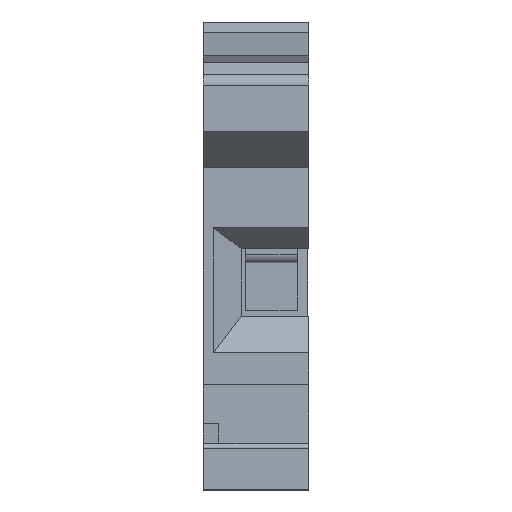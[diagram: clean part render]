
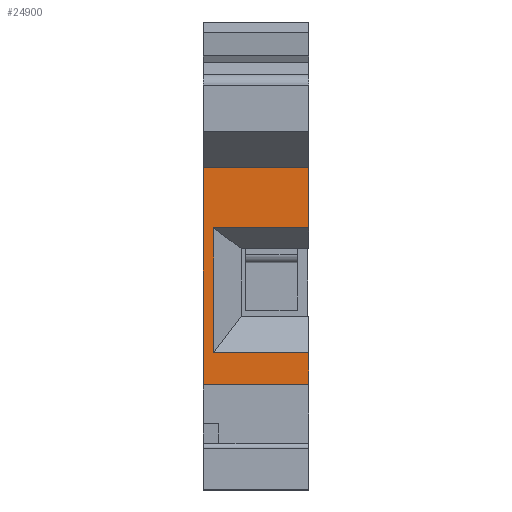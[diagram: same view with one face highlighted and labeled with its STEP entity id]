
A CAD part, front view. The second image highlights one B-rep face of the part: STEP entity #24900.
In plain terms, the highlighted face is planar.
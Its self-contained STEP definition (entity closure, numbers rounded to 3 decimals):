
#3950=CARTESIAN_POINT('',(90.9,233.967,
1.9));
#3960=VERTEX_POINT('',#3950);
#3990=CARTESIAN_POINT('',(90.9,293.405,
1.9));
#4000=DIRECTION('',(0.,1.,0.));
#4010=VECTOR('',#4000,1.);
#4020=LINE('',#3990,#4010);
#4030=CARTESIAN_POINT('',(90.9,237.042,
1.9));
#4040=VERTEX_POINT('',#4030);
#4050=EDGE_CURVE('',#3960,#4040,#4020,.T.);
#12800=CARTESIAN_POINT('',(90.9,254.817,
-8.25));
#12810=VERTEX_POINT('',#12800);
#12840=CARTESIAN_POINT('',(90.9,293.405,
-8.25));
#12850=DIRECTION('',(0.,1.,0.));
#12860=VECTOR('',#12850,1.);
#12870=LINE('',#12840,#12860);
#12880=CARTESIAN_POINT('',(90.9,233.967,
-8.25));
#12890=VERTEX_POINT('',#12880);
#12900=EDGE_CURVE('',#12890,#12810,#12870,.T.);
#15000=CARTESIAN_POINT('',(90.9,254.817,
-8.25));
#15010=DIRECTION('',(1.,0.,0.));
#15020=DIRECTION('',(0.,1.,0.));
#15030=AXIS2_PLACEMENT_3D('',#15000,#15010,#15020);
#15040=PLANE('',#15030);
#24040=CARTESIAN_POINT('',(90.9,233.967,
-8.25));
#24050=DIRECTION('',(0.,0.,-1.));
#24060=VECTOR('',#24050,1.);
#24070=LINE('',#24040,#24060);
#24080=EDGE_CURVE('',#3960,#12890,#24070,.T.);
#24510=CARTESIAN_POINT('',(90.9,249.024,
-8.25));
#24520=DIRECTION('',(0.,0.,-1.));
#24530=VECTOR('',#24520,1.);
#24540=LINE('',#24510,#24530);
#24550=CARTESIAN_POINT('',(90.9,249.024,
1.9));
#24560=VERTEX_POINT('',#24550);
#24570=CARTESIAN_POINT('',(90.9,249.024,
-7.25));
#24580=VERTEX_POINT('',#24570);
#24590=EDGE_CURVE('',#24560,#24580,#24540,.T.);
#24600=ORIENTED_EDGE('',*,*,#24590,.F.);
#24610=CARTESIAN_POINT('',(90.9,254.917,
-7.25));
#24620=DIRECTION('',(0.,1.,0.));
#24630=VECTOR('',#24620,1.);
#24640=LINE('',#24610,#24630);
#24650=CARTESIAN_POINT('',(90.9,237.042,
-7.25));
#24660=VERTEX_POINT('',#24650);
#24670=EDGE_CURVE('',#24660,#24580,#24640,.T.);
#24680=ORIENTED_EDGE('',*,*,#24670,.T.);
#24690=CARTESIAN_POINT('',(90.9,237.042,
-8.25));
#24700=DIRECTION('',(0.,0.,1.));
#24710=VECTOR('',#24700,1.);
#24720=LINE('',#24690,#24710);
#24730=EDGE_CURVE('',#24660,#4040,#24720,.T.);
#24740=ORIENTED_EDGE('',*,*,#24730,.F.);
#24750=ORIENTED_EDGE('',*,*,#4050,.T.);
#24760=ORIENTED_EDGE('',*,*,#24080,.F.);
#24770=ORIENTED_EDGE('',*,*,#12900,.F.);
#24780=CARTESIAN_POINT('',(90.9,254.817,
-8.25));
#24790=DIRECTION('',(0.,0.,1.));
#24800=VECTOR('',#24790,1.);
#24810=LINE('',#24780,#24800);
#24820=CARTESIAN_POINT('',(90.9,254.817,
1.9));
#24830=VERTEX_POINT('',#24820);
#24840=EDGE_CURVE('',#12810,#24830,#24810,.T.);
#24850=ORIENTED_EDGE('',*,*,#24840,.F.);
#24860=EDGE_CURVE('',#24560,#24830,#4020,.T.);
#24870=ORIENTED_EDGE('',*,*,#24860,.T.);
#24880=EDGE_LOOP('',(#24870,#24850,#24770,#24760,#24750,#24740,#24680,
#24600));
#24890=FACE_OUTER_BOUND('',#24880,.T.);
#24900=ADVANCED_FACE('',(#24890),#15040,.F.);
